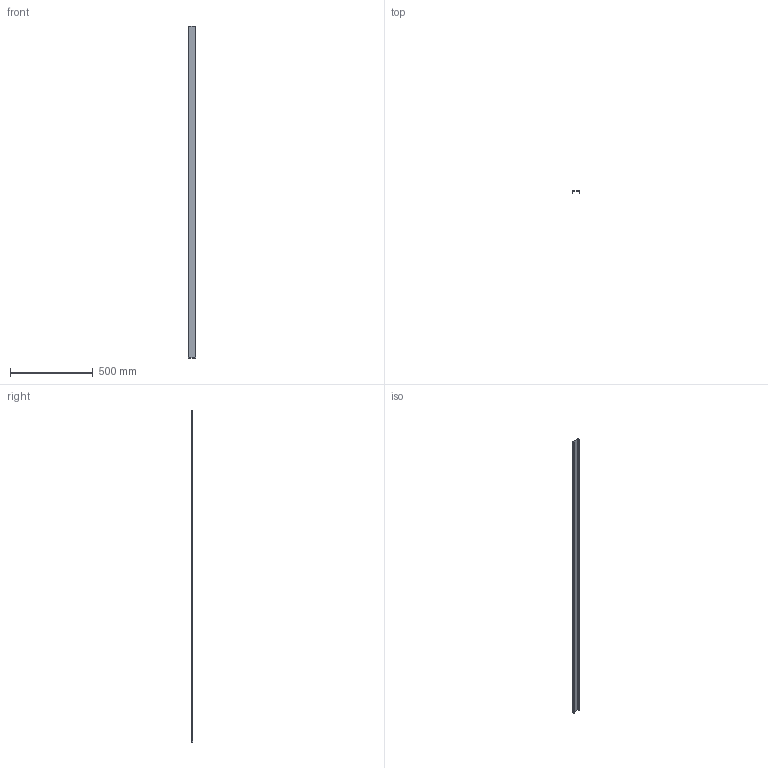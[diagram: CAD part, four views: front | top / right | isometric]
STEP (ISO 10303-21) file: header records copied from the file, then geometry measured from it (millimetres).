
FILE_DESCRIPTION (( 'STEP AP214' ), '1' );
FILE_NAME ('6279880.stp', '2016-06-01T12:37:38', ( '' ), ( '' ), 'SwSTEP 2.0', 'SolidWorks 2014', '' );
FILE_SCHEMA (( 'AUTOMOTIVE_DESIGN' ));
Length unit declared in the file: millimetre
Products named in the file (2): 013664T1_Standard; 6279880
Assembly tree (1 placements, depth 2):
  6279880
    013664T1_Standard
Bounding box: 44.44 x 11.63 x 2000 mm (x, y, z)
Volume: 105346.1 mm3; surface area: 266670.6 mm2
Topology: 1 solids, 1 shells, 38 faces, 80 edges, 44 vertices
Faces by surface type: plane 26, cylinder 12
Entity records: 1050 total; most frequent: DIRECTION 188, CARTESIAN_POINT 166, ORIENTED_EDGE 160, EDGE_CURVE 80, AXIS2_PLACEMENT_3D 66, LINE 56, VECTOR 56, VERTEX_POINT 44
